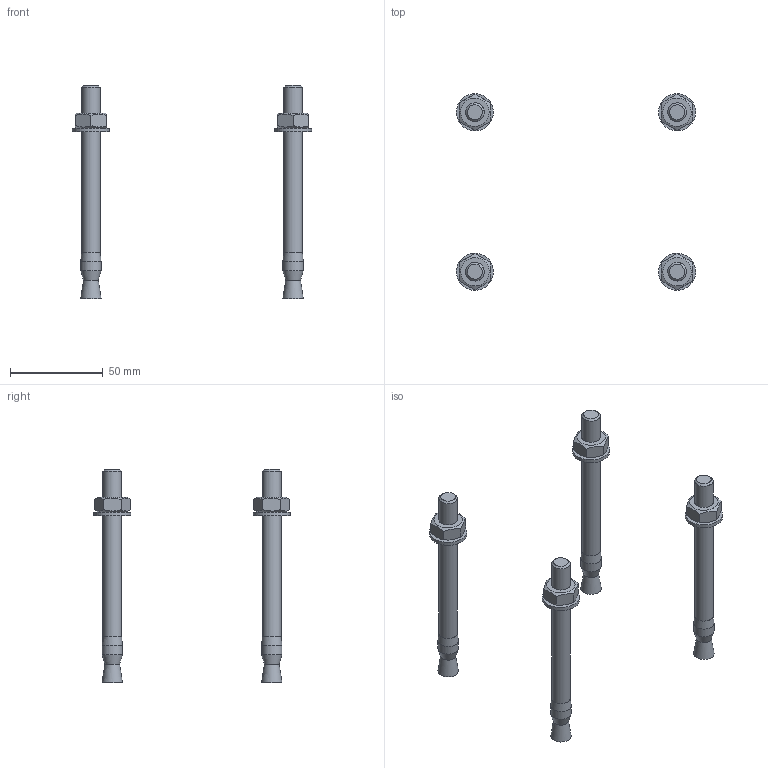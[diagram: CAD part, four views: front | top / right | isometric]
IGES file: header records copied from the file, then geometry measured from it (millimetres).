
Global section: file name: SZ1735V_A; native system: Autodesk Inventor 2015; preprocessor: unknown; author: M. Boeke; date: 20151118.160809; units: millimetre
Bounding box: 129 x 106 x 115 mm (x, y, z)
Volume: 43950.8 mm3; surface area: 21650.2 mm2
Topology: 12 solids, 12 shells, 100 faces, 228 edges, 152 vertices
Faces by surface type: bspline 100
